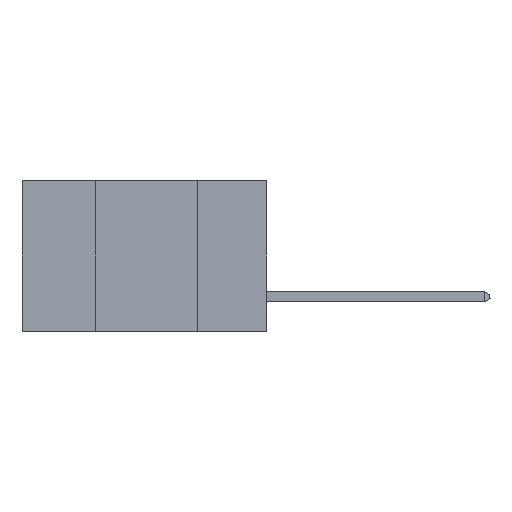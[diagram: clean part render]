
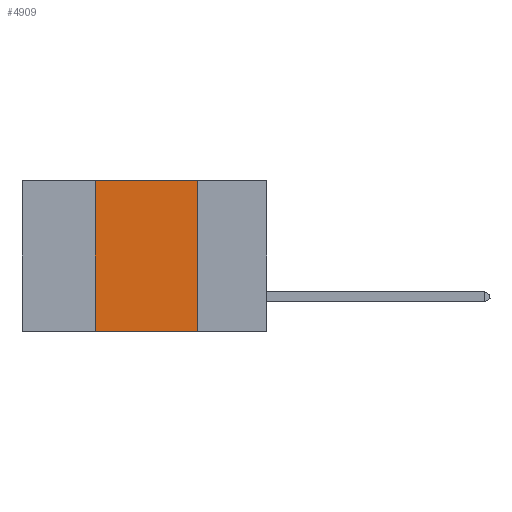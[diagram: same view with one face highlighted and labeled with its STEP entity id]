
A CAD part, left-side view. The second image highlights one B-rep face of the part: STEP entity #4909.
In plain terms, the highlighted planar face has unit normal (-1, 0, 0).
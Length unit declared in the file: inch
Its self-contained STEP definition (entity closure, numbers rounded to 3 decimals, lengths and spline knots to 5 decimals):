
#3 = CARTESIAN_POINT ( 'NONE',  ( 0., 0.6, 0. ) ) ;
#70 = CARTESIAN_POINT ( 'NONE',  ( 0., 0.17, 0. ) ) ;
#565 = EDGE_CURVE ( 'NONE', #8089, #10322, #10050, .T. ) ;
#812 = LINE ( 'NONE', #9798, #2965 ) ;
#880 = DIRECTION ( 'NONE',  ( 0., 0., -1. ) ) ;
#1296 = ORIENTED_EDGE ( 'NONE', *, *, #7991, .F. ) ;
#1578 = VECTOR ( 'NONE', #9671, 39.37008 ) ;
#2384 = VECTOR ( 'NONE', #5993, 39.37008 ) ;
#2486 = CARTESIAN_POINT ( 'NONE',  ( 0., 0.6, 0. ) ) ;
#2965 = VECTOR ( 'NONE', #3391, 39.37008 ) ;
#3240 = CARTESIAN_POINT ( 'NONE',  ( 0., 0.42, 0. ) ) ;
#3315 = CARTESIAN_POINT ( 'NONE',  ( 0., 0.42, 0. ) ) ;
#3391 = DIRECTION ( 'NONE',  ( 0., 0., -1. ) ) ;
#3558 = CARTESIAN_POINT ( 'NONE',  ( 0., 0.42, -0.37 ) ) ;
#3666 = ORIENTED_EDGE ( 'NONE', *, *, #565, .F. ) ;
#4814 = LINE ( 'NONE', #3, #1578 ) ;
#4909 = ADVANCED_FACE ( 'NONE', ( #9809 ), #9173, .F. ) ;
#5099 = LINE ( 'NONE', #9729, #5887 ) ;
#5299 = VERTEX_POINT ( 'NONE', #5792 ) ;
#5792 = CARTESIAN_POINT ( 'NONE',  ( 0., 0.17, -0.37 ) ) ;
#5887 = VECTOR ( 'NONE', #9842, 39.37008 ) ;
#5993 = DIRECTION ( 'NONE',  ( 0., 0., 1. ) ) ;
#6835 = AXIS2_PLACEMENT_3D ( 'NONE', #2486, #9862, #880 ) ;
#7131 = VERTEX_POINT ( 'NONE', #70 ) ;
#7345 = EDGE_LOOP ( 'NONE', ( #1296, #9613, #3666, #10298 ) ) ;
#7991 = EDGE_CURVE ( 'NONE', #7131, #5299, #812, .T. ) ;
#8089 = VERTEX_POINT ( 'NONE', #3558 ) ;
#8392 = EDGE_CURVE ( 'NONE', #8089, #5299, #5099, .T. ) ;
#8589 = EDGE_CURVE ( 'NONE', #10322, #7131, #4814, .T. ) ;
#9173 = PLANE ( 'NONE',  #6835 ) ;
#9613 = ORIENTED_EDGE ( 'NONE', *, *, #8589, .F. ) ;
#9671 = DIRECTION ( 'NONE',  ( 0., -1., 0. ) ) ;
#9729 = CARTESIAN_POINT ( 'NONE',  ( 0., 0.6, -0.37 ) ) ;
#9798 = CARTESIAN_POINT ( 'NONE',  ( 0., 0.17, 0. ) ) ;
#9809 = FACE_OUTER_BOUND ( 'NONE', #7345, .T. ) ;
#9842 = DIRECTION ( 'NONE',  ( 0., -1., 0. ) ) ;
#9862 = DIRECTION ( 'NONE',  ( 1., 0., 0. ) ) ;
#10050 = LINE ( 'NONE', #3315, #2384 ) ;
#10298 = ORIENTED_EDGE ( 'NONE', *, *, #8392, .T. ) ;
#10322 = VERTEX_POINT ( 'NONE', #3240 ) ;
